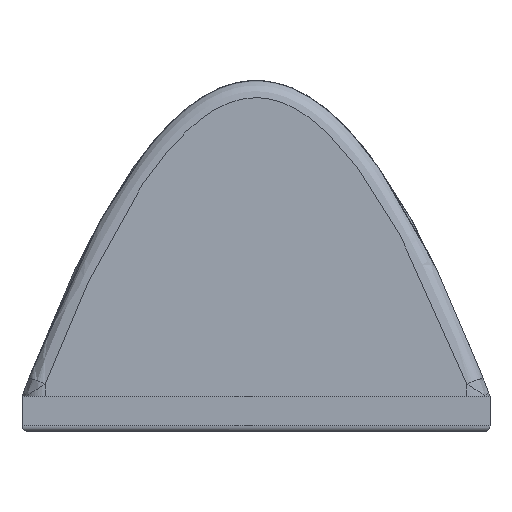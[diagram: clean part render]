
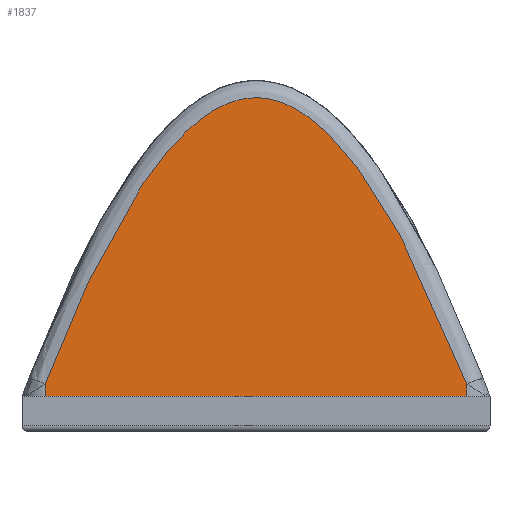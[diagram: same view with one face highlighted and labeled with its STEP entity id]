
A CAD part, front view. The second image highlights one B-rep face of the part: STEP entity #1837.
In plain terms, the highlighted planar face has unit normal (0, -1, 0.018).
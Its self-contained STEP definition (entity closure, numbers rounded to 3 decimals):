
#466 = CARTESIAN_POINT ( 'NONE',  ( 45.7, -90., 1.5 ) ) ;
#618 = CARTESIAN_POINT ( 'NONE',  ( 37.489, -89.779, 14.163 ) ) ;
#763 = CARTESIAN_POINT ( 'NONE',  ( 32.296, -89.831, 11.188 ) ) ;
#1015 = ORIENTED_EDGE ( 'NONE', *, *, #29665, .F. ) ;
#1222 = CARTESIAN_POINT ( 'NONE',  ( 42.126, -89.857, 9.669 ) ) ;
#1466 = DIRECTION ( 'NONE',  ( 0., -0.017, -1. ) ) ;
#1837 = ADVANCED_FACE ( 'NONE', ( #29244 ), #19267, .T. ) ;
#3167 = CARTESIAN_POINT ( 'NONE',  ( 41.783, -89.848, 10.219 ) ) ;
#3311 = CARTESIAN_POINT ( 'NONE',  ( 33.598, -89.804, 12.709 ) ) ;
#4414 = LINE ( 'NONE', #26287, #15886 ) ;
#4717 = CARTESIAN_POINT ( 'NONE',  ( 45.7, -89.991, 2.042 ) ) ;
#4867 = CARTESIAN_POINT ( 'NONE',  ( 27.7, -89.991, 2.042 ) ) ;
#5586 = CARTESIAN_POINT ( 'NONE',  ( 34.625, -89.789, 13.564 ) ) ;
#5746 = CARTESIAN_POINT ( 'NONE',  ( 39.729, -89.803, 12.781 ) ) ;
#6045 = CARTESIAN_POINT ( 'NONE',  ( 37.649, -89.78, 14.115 ) ) ;
#7075 = DIRECTION ( 'NONE',  ( 0., -0.017, -1. ) ) ;
#7838 = CARTESIAN_POINT ( 'NONE',  ( 35.507, -89.781, 14.042 ) ) ;
#8150 = CARTESIAN_POINT ( 'NONE',  ( 41.04, -89.829, 11.288 ) ) ;
#8767 = CARTESIAN_POINT ( 'NONE',  ( 27.7, -89.991, 2.042 ) ) ;
#10017 = VERTEX_POINT ( 'NONE', #4717 ) ;
#10559 = CARTESIAN_POINT ( 'NONE',  ( 45.7, -89.991, 2.042 ) ) ;
#11021 = CARTESIAN_POINT ( 'NONE',  ( 36.992, -89.777, 14.253 ) ) ;
#11819 = CARTESIAN_POINT ( 'NONE',  ( 28.174, -89.969, 3.282 ) ) ;
#12206 = CARTESIAN_POINT ( 'NONE',  ( 27.7, -90., 1.5 ) ) ;
#12728 = VECTOR ( 'NONE', #1466, 1000. ) ;
#12810 = CARTESIAN_POINT ( 'NONE',  ( 39.235, -89.795, 13.218 ) ) ;
#12960 = CARTESIAN_POINT ( 'NONE',  ( 37.161, -89.778, 14.232 ) ) ;
#13106 = CARTESIAN_POINT ( 'NONE',  ( 31.366, -89.855, 9.82 ) ) ;
#13495 = VERTEX_POINT ( 'NONE', #466 ) ;
#13571 = DIRECTION ( 'NONE',  ( 0., -0.017, -1. ) ) ;
#15372 = CARTESIAN_POINT ( 'NONE',  ( 32.917, -89.817, 11.973 ) ) ;
#15522 = EDGE_CURVE ( 'NONE', #26077, #28777, #18965, .T. ) ;
#15524 = CARTESIAN_POINT ( 'NONE',  ( 38.56, -89.787, 13.692 ) ) ;
#15668 = CARTESIAN_POINT ( 'NONE',  ( 43.673, -89.907, 6.828 ) ) ;
#15834 = CARTESIAN_POINT ( 'NONE',  ( 36.488, -89.777, 14.275 ) ) ;
#15886 = VECTOR ( 'NONE', #13571, 1000. ) ;
#16257 = AXIS2_PLACEMENT_3D ( 'NONE', #12206, #29068, #7075 ) ;
#17769 = CARTESIAN_POINT ( 'NONE',  ( 33.839, -89.8, 12.939 ) ) ;
#18965 = LINE ( 'NONE', #30864, #12728 ) ;
#19267 = PLANE ( 'NONE',  #16257 ) ;
#19319 = EDGE_CURVE ( 'NONE', #28777, #13495, #22335, .T. ) ;
#20181 = CARTESIAN_POINT ( 'NONE',  ( 35.204, -89.784, 13.902 ) ) ;
#20332 = CARTESIAN_POINT ( 'NONE',  ( 31.72, -89.845, 10.378 ) ) ;
#20398 = CARTESIAN_POINT ( 'NONE',  ( 27.7, -90., 1.5 ) ) ;
#20653 = CARTESIAN_POINT ( 'NONE',  ( 45.235, -89.969, 3.26 ) ) ;
#20803 = CARTESIAN_POINT ( 'NONE',  ( 36.155, -89.778, 14.23 ) ) ;
#22335 = LINE ( 'NONE', #20398, #31667 ) ;
#22612 = CARTESIAN_POINT ( 'NONE',  ( 38.417, -89.786, 13.776 ) ) ;
#22759 = CARTESIAN_POINT ( 'NONE',  ( 32.496, -89.826, 11.454 ) ) ;
#22815 = DIRECTION ( 'NONE',  ( 1., 0., 0. ) ) ;
#22904 = CARTESIAN_POINT ( 'NONE',  ( 30.364, -89.885, 8.112 ) ) ;
#23225 = CARTESIAN_POINT ( 'NONE',  ( 44.742, -89.948, 4.465 ) ) ;
#24135 = B_SPLINE_CURVE_WITH_KNOTS ( 'NONE', 3,
 ( #10559, #20653, #23225, #15668, #25485, #1222, #3167, #8150, #30459, #25023, #5746, #12810, #29993, #15524, #22612, #28045, #25341, #6045, #618, #12960, #11021, #15834, #20803, #7838, #20181, #5586, #30308, #17769, #3311, #27587, #15372, #22759, #763, #20332, #13106, #22904, #30780, #28523, #11819, #8767 ),
 .UNSPECIFIED., .F., .F.,
 ( 4, 2, 2, 2, 2, 2, 2, 2, 2, 2, 2, 2, 2, 2, 2, 2, 2, 2, 2, 4 ),
 ( 0., 0.004, 0.008, 0.01, 0.012, 0.013, 0.014, 0.014, 0.015, 0.015, 0.016, 0.016, 0.017, 0.018, 0.019, 0.02, 0.021, 0.023, 0.027, 0.031 ),
 .UNSPECIFIED. ) ;
#24150 = CARTESIAN_POINT ( 'NONE',  ( 27.7, -90., 1.5 ) ) ;
#25023 = CARTESIAN_POINT ( 'NONE',  ( 39.965, -89.807, 12.546 ) ) ;
#25341 = CARTESIAN_POINT ( 'NONE',  ( 37.964, -89.782, 14. ) ) ;
#25485 = CARTESIAN_POINT ( 'NONE',  ( 43.099, -89.887, 7.988 ) ) ;
#26077 = VERTEX_POINT ( 'NONE', #4867 ) ;
#26287 = CARTESIAN_POINT ( 'NONE',  ( 45.7, -90., 1.5 ) ) ;
#26860 = ORIENTED_EDGE ( 'NONE', *, *, #29560, .T. ) ;
#27587 = CARTESIAN_POINT ( 'NONE',  ( 33.137, -89.813, 12.227 ) ) ;
#27613 = EDGE_LOOP ( 'NONE', ( #1015, #26860, #29797, #29458 ) ) ;
#28045 = CARTESIAN_POINT ( 'NONE',  ( 38.119, -89.783, 13.93 ) ) ;
#28523 = CARTESIAN_POINT ( 'NONE',  ( 28.677, -89.947, 4.512 ) ) ;
#28777 = VERTEX_POINT ( 'NONE', #24150 ) ;
#29068 = DIRECTION ( 'NONE',  ( 0., -1., 0.017 ) ) ;
#29244 = FACE_OUTER_BOUND ( 'NONE', #27613, .T. ) ;
#29458 = ORIENTED_EDGE ( 'NONE', *, *, #19319, .T. ) ;
#29560 = EDGE_CURVE ( 'NONE', #10017, #26077, #24135, .T. ) ;
#29665 = EDGE_CURVE ( 'NONE', #10017, #13495, #4414, .T. ) ;
#29797 = ORIENTED_EDGE ( 'NONE', *, *, #15522, .T. ) ;
#29993 = CARTESIAN_POINT ( 'NONE',  ( 38.976, -89.792, 13.422 ) ) ;
#30308 = CARTESIAN_POINT ( 'NONE',  ( 34.351, -89.793, 13.365 ) ) ;
#30459 = CARTESIAN_POINT ( 'NONE',  ( 40.641, -89.82, 11.808 ) ) ;
#30780 = CARTESIAN_POINT ( 'NONE',  ( 29.774, -89.905, 6.928 ) ) ;
#30864 = CARTESIAN_POINT ( 'NONE',  ( 27.7, -90., 1.5 ) ) ;
#31667 = VECTOR ( 'NONE', #22815, 1000. ) ;
